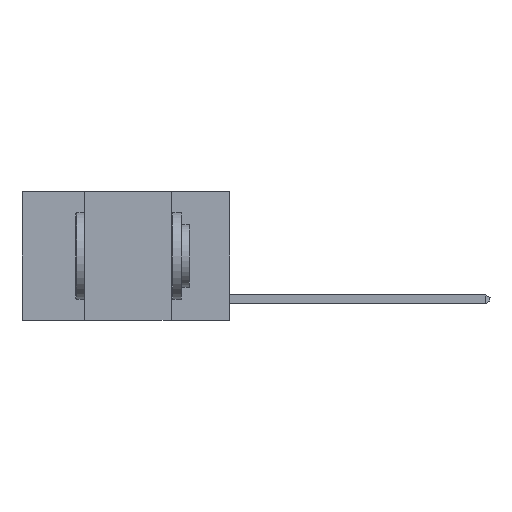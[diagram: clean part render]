
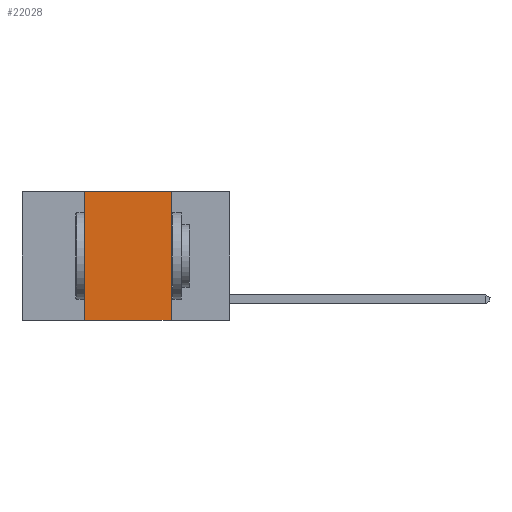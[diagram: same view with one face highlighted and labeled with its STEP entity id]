
A CAD part, left-side view. The second image highlights one B-rep face of the part: STEP entity #22028.
In plain terms, the highlighted planar face has unit normal (-1, 0, 0).
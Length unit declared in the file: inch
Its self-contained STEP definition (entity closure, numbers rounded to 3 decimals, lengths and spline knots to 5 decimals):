
#1302 = VECTOR ( 'NONE', #11590, 39.37008 ) ;
#1396 = EDGE_CURVE ( 'NONE', #15137, #11497, #25965, .T. ) ;
#1912 = CARTESIAN_POINT ( 'NONE',  ( 0., 0.42, 0. ) ) ;
#2091 = CARTESIAN_POINT ( 'NONE',  ( 0., 0.42, -0.37 ) ) ;
#5969 = ORIENTED_EDGE ( 'NONE', *, *, #24860, .F. ) ;
#7182 = LINE ( 'NONE', #20205, #1302 ) ;
#8017 = VECTOR ( 'NONE', #24808, 39.37008 ) ;
#8116 = LINE ( 'NONE', #17167, #10067 ) ;
#8693 = DIRECTION ( 'NONE',  ( 0., 0., 1. ) ) ;
#8892 = ORIENTED_EDGE ( 'NONE', *, *, #1396, .F. ) ;
#9427 = CARTESIAN_POINT ( 'NONE',  ( 0., 0.6, 0. ) ) ;
#10067 = VECTOR ( 'NONE', #10474, 39.37008 ) ;
#10474 = DIRECTION ( 'NONE',  ( 0., -1., 0. ) ) ;
#11466 = EDGE_CURVE ( 'NONE', #15137, #17432, #8116, .T. ) ;
#11497 = VERTEX_POINT ( 'NONE', #1912 ) ;
#11590 = DIRECTION ( 'NONE',  ( 0., -1., 0. ) ) ;
#15137 = VERTEX_POINT ( 'NONE', #2091 ) ;
#16559 = DIRECTION ( 'NONE',  ( 1., 0., 0. ) ) ;
#17167 = CARTESIAN_POINT ( 'NONE',  ( 0., 0.6, -0.37 ) ) ;
#17432 = VERTEX_POINT ( 'NONE', #18701 ) ;
#17605 = ORIENTED_EDGE ( 'NONE', *, *, #11466, .T. ) ;
#18701 = CARTESIAN_POINT ( 'NONE',  ( 0., 0.17, -0.37 ) ) ;
#19392 = AXIS2_PLACEMENT_3D ( 'NONE', #9427, #16559, #27545 ) ;
#20205 = CARTESIAN_POINT ( 'NONE',  ( 0., 0.6, 0. ) ) ;
#20829 = PLANE ( 'NONE',  #19392 ) ;
#21139 = EDGE_LOOP ( 'NONE', ( #26874, #5969, #8892, #17605 ) ) ;
#22028 = ADVANCED_FACE ( 'NONE', ( #25450 ), #20829, .F. ) ;
#22270 = EDGE_CURVE ( 'NONE', #22881, #17432, #24234, .T. ) ;
#22357 = CARTESIAN_POINT ( 'NONE',  ( 0., 0.42, 0. ) ) ;
#22715 = CARTESIAN_POINT ( 'NONE',  ( 0., 0.17, 0. ) ) ;
#22881 = VERTEX_POINT ( 'NONE', #22715 ) ;
#24234 = LINE ( 'NONE', #26598, #8017 ) ;
#24808 = DIRECTION ( 'NONE',  ( 0., 0., -1. ) ) ;
#24860 = EDGE_CURVE ( 'NONE', #11497, #22881, #7182, .T. ) ;
#25450 = FACE_OUTER_BOUND ( 'NONE', #21139, .T. ) ;
#25965 = LINE ( 'NONE', #22357, #29034 ) ;
#26598 = CARTESIAN_POINT ( 'NONE',  ( 0., 0.17, 0. ) ) ;
#26874 = ORIENTED_EDGE ( 'NONE', *, *, #22270, .F. ) ;
#27545 = DIRECTION ( 'NONE',  ( 0., 0., -1. ) ) ;
#29034 = VECTOR ( 'NONE', #8693, 39.37008 ) ;
